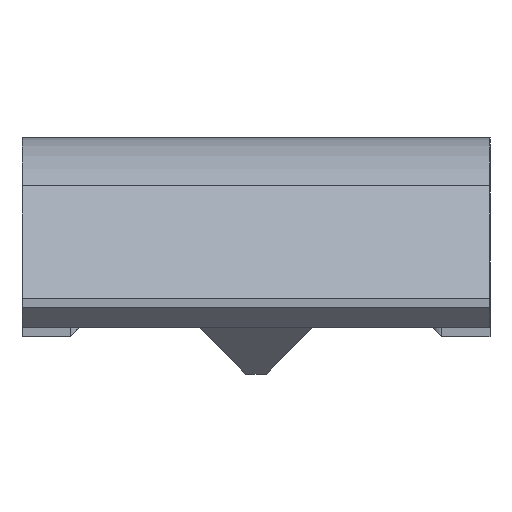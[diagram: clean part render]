
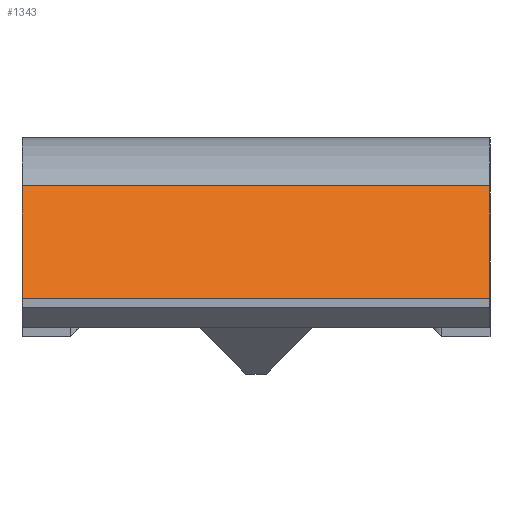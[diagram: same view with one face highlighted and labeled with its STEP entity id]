
A CAD part, left-side view. The second image highlights one B-rep face of the part: STEP entity #1343.
In plain terms, the highlighted planar face has unit normal (-0.707, 0, 0.707).
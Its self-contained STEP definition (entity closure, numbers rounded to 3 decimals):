
#123=FACE_OUTER_BOUND('',#198,.T.);
#198=EDGE_LOOP('',(#1089,#1090,#1091,#1092));
#302=LINE('',#2214,#436);
#303=LINE('',#2217,#437);
#314=LINE('',#2236,#448);
#315=LINE('',#2237,#449);
#436=VECTOR('',#1813,10.);
#437=VECTOR('',#1816,10.);
#448=VECTOR('',#1831,10.);
#449=VECTOR('',#1832,10.);
#613=VERTEX_POINT('',#2207);
#616=VERTEX_POINT('',#2212);
#617=VERTEX_POINT('',#2216);
#623=VERTEX_POINT('',#2235);
#784=EDGE_CURVE('',#616,#613,#302,.T.);
#785=EDGE_CURVE('',#613,#617,#303,.T.);
#797=EDGE_CURVE('',#623,#616,#314,.T.);
#798=EDGE_CURVE('',#623,#617,#315,.T.);
#1089=ORIENTED_EDGE('',*,*,#784,.F.);
#1090=ORIENTED_EDGE('',*,*,#797,.F.);
#1091=ORIENTED_EDGE('',*,*,#798,.T.);
#1092=ORIENTED_EDGE('',*,*,#785,.F.);
#1269=PLANE('',#1501);
#1343=ADVANCED_FACE('',(#123),#1269,.F.);
#1501=AXIS2_PLACEMENT_3D('',#2234,#1829,#1830);
#1813=DIRECTION('',(0.,-1.,0.));
#1816=DIRECTION('',(-0.707,0.,-0.707));
#1829=DIRECTION('center_axis',(0.707,0.,-0.707));
#1830=DIRECTION('ref_axis',(0.707,0.,0.707));
#1831=DIRECTION('',(0.707,0.,0.707));
#1832=DIRECTION('',(0.,-1.,0.));
#2207=CARTESIAN_POINT('',(-19.75,-10.,6.05));
#2212=CARTESIAN_POINT('',(-19.75,10.,6.05));
#2214=CARTESIAN_POINT('',(-19.75,5.,6.05));
#2216=CARTESIAN_POINT('',(-24.55,-10.,1.25));
#2217=CARTESIAN_POINT('',(-15.809,-10.,9.991));
#2234=CARTESIAN_POINT('Origin',(-24.55,10.,1.25));
#2235=CARTESIAN_POINT('',(-24.55,10.,1.25));
#2236=CARTESIAN_POINT('',(-17.409,10.,8.391));
#2237=CARTESIAN_POINT('',(-24.55,10.,1.25));
